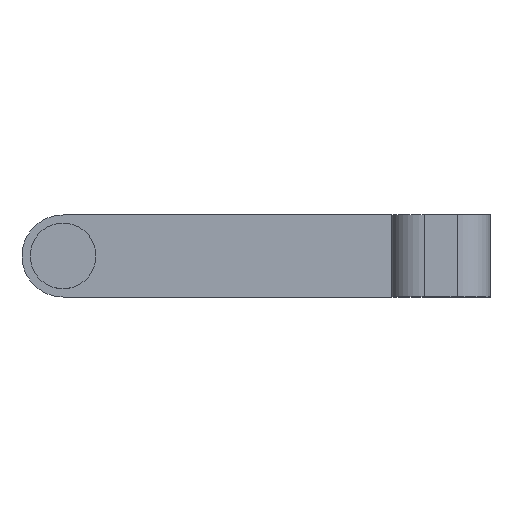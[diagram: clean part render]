
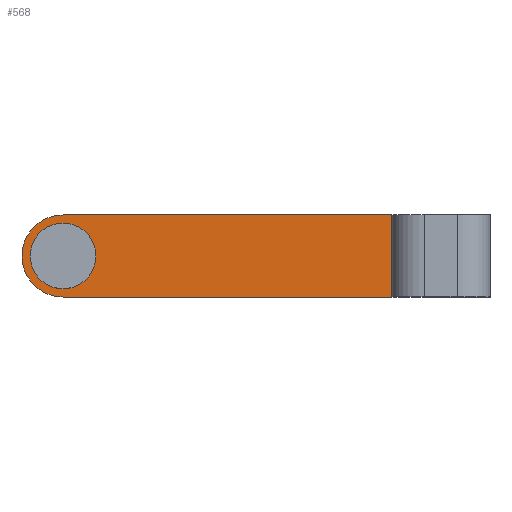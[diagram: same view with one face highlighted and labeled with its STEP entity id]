
A CAD part, top view. The second image highlights one B-rep face of the part: STEP entity #568.
In plain terms, the highlighted planar face has unit normal (0, 0, 1).
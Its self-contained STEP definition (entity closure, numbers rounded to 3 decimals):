
#9 = CARTESIAN_POINT ( 'NONE',  ( 0., 0., 10. ) ) ;
#18 = VECTOR ( 'NONE', #688, 1000. ) ;
#26 = CARTESIAN_POINT ( 'NONE',  ( 0., 0., 10. ) ) ;
#33 = CARTESIAN_POINT ( 'NONE',  ( 0., -12.5, 10. ) ) ;
#59 = AXIS2_PLACEMENT_3D ( 'NONE', #195, #359, #361 ) ;
#61 = VERTEX_POINT ( 'NONE', #76 ) ;
#67 = VERTEX_POINT ( 'NONE', #139 ) ;
#69 = DIRECTION ( 'NONE',  ( 0., 0., 1. ) ) ;
#76 = CARTESIAN_POINT ( 'NONE',  ( -10., 0., 10. ) ) ;
#90 = DIRECTION ( 'NONE',  ( 1., 0., 0. ) ) ;
#104 = CARTESIAN_POINT ( 'NONE',  ( 100., -12.5, 10. ) ) ;
#105 = EDGE_CURVE ( 'NONE', #426, #661, #532, .T. ) ;
#107 = CARTESIAN_POINT ( 'NONE',  ( 100., 0., 10. ) ) ;
#117 = AXIS2_PLACEMENT_3D ( 'NONE', #9, #69, #90 ) ;
#126 = ORIENTED_EDGE ( 'NONE', *, *, #310, .T. ) ;
#130 = CARTESIAN_POINT ( 'NONE',  ( 0., -12.5, 10. ) ) ;
#139 = CARTESIAN_POINT ( 'NONE',  ( 10., 0., 10. ) ) ;
#140 = EDGE_CURVE ( 'NONE', #661, #377, #183, .T. ) ;
#170 = CIRCLE ( 'NONE', #732, 12.5 ) ;
#178 = EDGE_CURVE ( 'NONE', #377, #541, #170, .T. ) ;
#183 = CIRCLE ( 'NONE', #707, 12.5 ) ;
#195 = CARTESIAN_POINT ( 'NONE',  ( 0., 0., 10. ) ) ;
#203 = VECTOR ( 'NONE', #727, 1000. ) ;
#205 = ORIENTED_EDGE ( 'NONE', *, *, #612, .F. ) ;
#228 = CARTESIAN_POINT ( 'NONE',  ( -12.5, 0., 10. ) ) ;
#244 = VERTEX_POINT ( 'NONE', #104 ) ;
#253 = EDGE_LOOP ( 'NONE', ( #608, #126, #419, #686, #684 ) ) ;
#283 = EDGE_LOOP ( 'NONE', ( #698, #205 ) ) ;
#287 = CARTESIAN_POINT ( 'NONE',  ( 100., 12.5, 10. ) ) ;
#289 = CIRCLE ( 'NONE', #117, 10. ) ;
#290 = LINE ( 'NONE', #33, #18 ) ;
#297 = EDGE_CURVE ( 'NONE', #541, #244, #290, .T. ) ;
#310 = EDGE_CURVE ( 'NONE', #244, #426, #741, .T. ) ;
#315 = CARTESIAN_POINT ( 'NONE',  ( 0., 0., 10. ) ) ;
#322 = AXIS2_PLACEMENT_3D ( 'NONE', #633, #336, #629 ) ;
#327 = CIRCLE ( 'NONE', #322, 10. ) ;
#336 = DIRECTION ( 'NONE',  ( 0., 0., 1. ) ) ;
#359 = DIRECTION ( 'NONE',  ( 0., 0., 1. ) ) ;
#361 = DIRECTION ( 'NONE',  ( 1., 0., 0. ) ) ;
#371 = DIRECTION ( 'NONE',  ( 0., 0., 1. ) ) ;
#377 = VERTEX_POINT ( 'NONE', #228 ) ;
#403 = EDGE_CURVE ( 'NONE', #61, #67, #327, .T. ) ;
#419 = ORIENTED_EDGE ( 'NONE', *, *, #105, .T. ) ;
#426 = VERTEX_POINT ( 'NONE', #287 ) ;
#436 = DIRECTION ( 'NONE',  ( 0., 0., 1. ) ) ;
#440 = DIRECTION ( 'NONE',  ( 1., 0., 0. ) ) ;
#445 = DIRECTION ( 'NONE',  ( 1., 0., 0. ) ) ;
#457 = DIRECTION ( 'NONE',  ( 0., 1., 0. ) ) ;
#487 = CARTESIAN_POINT ( 'NONE',  ( 0., 12.5, 10. ) ) ;
#532 = LINE ( 'NONE', #487, #203 ) ;
#541 = VERTEX_POINT ( 'NONE', #130 ) ;
#568 = ADVANCED_FACE ( 'NONE', ( #717, #649 ), #720, .T. ) ;
#607 = VECTOR ( 'NONE', #457, 1000. ) ;
#608 = ORIENTED_EDGE ( 'NONE', *, *, #297, .T. ) ;
#612 = EDGE_CURVE ( 'NONE', #67, #61, #289, .T. ) ;
#629 = DIRECTION ( 'NONE',  ( 1., 0., 0. ) ) ;
#633 = CARTESIAN_POINT ( 'NONE',  ( 0., 0., 10. ) ) ;
#649 = FACE_OUTER_BOUND ( 'NONE', #253, .T. ) ;
#661 = VERTEX_POINT ( 'NONE', #733 ) ;
#684 = ORIENTED_EDGE ( 'NONE', *, *, #178, .T. ) ;
#686 = ORIENTED_EDGE ( 'NONE', *, *, #140, .T. ) ;
#688 = DIRECTION ( 'NONE',  ( 1., 0., 0. ) ) ;
#698 = ORIENTED_EDGE ( 'NONE', *, *, #403, .F. ) ;
#707 = AXIS2_PLACEMENT_3D ( 'NONE', #315, #371, #440 ) ;
#717 = FACE_BOUND ( 'NONE', #283, .T. ) ;
#720 = PLANE ( 'NONE',  #59 ) ;
#727 = DIRECTION ( 'NONE',  ( -1., 0., 0. ) ) ;
#732 = AXIS2_PLACEMENT_3D ( 'NONE', #26, #436, #445 ) ;
#733 = CARTESIAN_POINT ( 'NONE',  ( 0., 12.5, 10. ) ) ;
#741 = LINE ( 'NONE', #107, #607 ) ;
